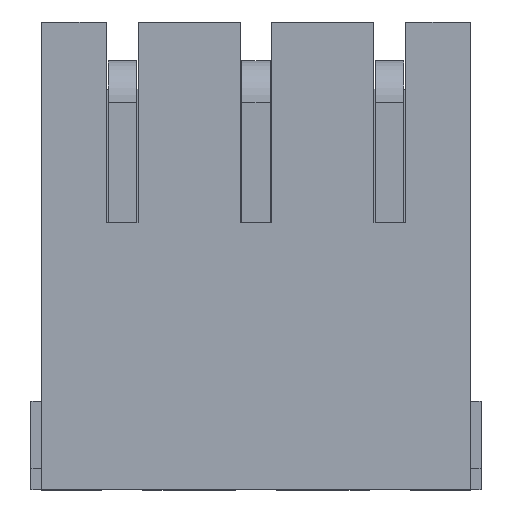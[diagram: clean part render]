
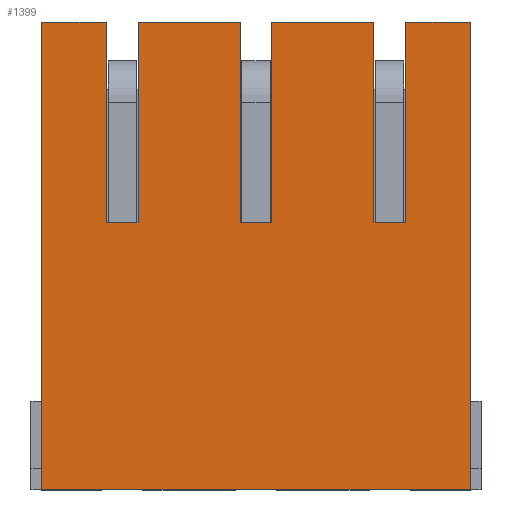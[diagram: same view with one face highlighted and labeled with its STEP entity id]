
A CAD part, top view. The second image highlights one B-rep face of the part: STEP entity #1399.
In plain terms, the highlighted planar face has unit normal (0, 0, 1).
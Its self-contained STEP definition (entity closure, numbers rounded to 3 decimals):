
#1276=AXIS2_PLACEMENT_3D('Plane Axis2P3D',#1273,#1274,#1275) ;
#133=CARTESIAN_POINT('Vertex',(12.52,0.,18.4)) ;
#136=CARTESIAN_POINT('Line Origine',(6.41,0.,18.4)) ;
#140=CARTESIAN_POINT('Vertex',(0.3,0.,18.4)) ;
#1273=CARTESIAN_POINT('Axis2P3D Location',(0.3,13.3,18.4)) ;
#1278=CARTESIAN_POINT('Line Origine',(8.315,13.3,18.4)) ;
#1282=CARTESIAN_POINT('Vertex',(6.86,13.3,18.4)) ;
#1284=CARTESIAN_POINT('Vertex',(9.77,13.3,18.4)) ;
#1287=CARTESIAN_POINT('Line Origine',(6.86,10.45,18.4)) ;
#1291=CARTESIAN_POINT('Vertex',(6.86,7.6,18.4)) ;
#1294=CARTESIAN_POINT('Line Origine',(6.41,7.6,18.4)) ;
#1298=CARTESIAN_POINT('Vertex',(5.96,7.6,18.4)) ;
#1301=CARTESIAN_POINT('Line Origine',(5.96,10.45,18.4)) ;
#1305=CARTESIAN_POINT('Vertex',(5.96,13.3,18.4)) ;
#1308=CARTESIAN_POINT('Line Origine',(4.505,13.3,18.4)) ;
#1312=CARTESIAN_POINT('Vertex',(3.05,13.3,18.4)) ;
#1315=CARTESIAN_POINT('Line Origine',(3.05,10.45,18.4)) ;
#1319=CARTESIAN_POINT('Vertex',(3.05,7.6,18.4)) ;
#1322=CARTESIAN_POINT('Line Origine',(2.6,7.6,18.4)) ;
#1326=CARTESIAN_POINT('Vertex',(2.15,7.6,18.4)) ;
#1329=CARTESIAN_POINT('Line Origine',(2.15,10.45,18.4)) ;
#1333=CARTESIAN_POINT('Vertex',(2.15,13.3,18.4)) ;
#1336=CARTESIAN_POINT('Line Origine',(1.225,13.3,18.4)) ;
#1340=CARTESIAN_POINT('Vertex',(0.3,13.3,18.4)) ;
#1343=CARTESIAN_POINT('Line Origine',(0.3,6.65,18.4)) ;
#1348=CARTESIAN_POINT('Line Origine',(12.52,6.65,18.4)) ;
#1352=CARTESIAN_POINT('Vertex',(12.52,13.3,18.4)) ;
#1355=CARTESIAN_POINT('Line Origine',(11.595,13.3,18.4)) ;
#1359=CARTESIAN_POINT('Vertex',(10.67,13.3,18.4)) ;
#1362=CARTESIAN_POINT('Line Origine',(10.67,10.45,18.4)) ;
#1366=CARTESIAN_POINT('Vertex',(10.67,7.6,18.4)) ;
#1369=CARTESIAN_POINT('Line Origine',(10.22,7.6,18.4)) ;
#1373=CARTESIAN_POINT('Vertex',(9.77,7.6,18.4)) ;
#1376=CARTESIAN_POINT('Line Origine',(9.77,10.45,18.4)) ;
#137=DIRECTION('Vector Direction',(1.,0.,0.)) ;
#1274=DIRECTION('Axis2P3D Direction',(-0.,0.,1.)) ;
#1275=DIRECTION('Axis2P3D XDirection',(0.,-1.,0.)) ;
#1279=DIRECTION('Vector Direction',(1.,0.,0.)) ;
#1288=DIRECTION('Vector Direction',(0.,-1.,0.)) ;
#1295=DIRECTION('Vector Direction',(-1.,0.,0.)) ;
#1302=DIRECTION('Vector Direction',(0.,-1.,0.)) ;
#1309=DIRECTION('Vector Direction',(1.,0.,0.)) ;
#1316=DIRECTION('Vector Direction',(0.,-1.,0.)) ;
#1323=DIRECTION('Vector Direction',(-1.,0.,0.)) ;
#1330=DIRECTION('Vector Direction',(0.,-1.,0.)) ;
#1337=DIRECTION('Vector Direction',(1.,0.,0.)) ;
#1344=DIRECTION('Vector Direction',(0.,-1.,0.)) ;
#1349=DIRECTION('Vector Direction',(0.,-1.,0.)) ;
#1356=DIRECTION('Vector Direction',(1.,0.,0.)) ;
#1363=DIRECTION('Vector Direction',(0.,-1.,0.)) ;
#1370=DIRECTION('Vector Direction',(-1.,0.,0.)) ;
#1377=DIRECTION('Vector Direction',(0.,-1.,0.)) ;
#138=VECTOR('Line Direction',#137,1.) ;
#1280=VECTOR('Line Direction',#1279,1.) ;
#1289=VECTOR('Line Direction',#1288,1.) ;
#1296=VECTOR('Line Direction',#1295,1.) ;
#1303=VECTOR('Line Direction',#1302,1.) ;
#1310=VECTOR('Line Direction',#1309,1.) ;
#1317=VECTOR('Line Direction',#1316,1.) ;
#1324=VECTOR('Line Direction',#1323,1.) ;
#1331=VECTOR('Line Direction',#1330,1.) ;
#1338=VECTOR('Line Direction',#1337,1.) ;
#1345=VECTOR('Line Direction',#1344,1.) ;
#1350=VECTOR('Line Direction',#1349,1.) ;
#1357=VECTOR('Line Direction',#1356,1.) ;
#1364=VECTOR('Line Direction',#1363,1.) ;
#1371=VECTOR('Line Direction',#1370,1.) ;
#1378=VECTOR('Line Direction',#1377,1.) ;
#1382=ORIENTED_EDGE('',*,*,#1286,.F.) ;
#1383=ORIENTED_EDGE('',*,*,#1293,.T.) ;
#1384=ORIENTED_EDGE('',*,*,#1300,.T.) ;
#1385=ORIENTED_EDGE('',*,*,#1307,.T.) ;
#1386=ORIENTED_EDGE('',*,*,#1314,.F.) ;
#1387=ORIENTED_EDGE('',*,*,#1321,.T.) ;
#1388=ORIENTED_EDGE('',*,*,#1328,.T.) ;
#1389=ORIENTED_EDGE('',*,*,#1335,.T.) ;
#1390=ORIENTED_EDGE('',*,*,#1342,.F.) ;
#1391=ORIENTED_EDGE('',*,*,#1347,.F.) ;
#1392=ORIENTED_EDGE('',*,*,#142,.T.) ;
#1393=ORIENTED_EDGE('',*,*,#1354,.T.) ;
#1394=ORIENTED_EDGE('',*,*,#1361,.F.) ;
#1395=ORIENTED_EDGE('',*,*,#1368,.T.) ;
#1396=ORIENTED_EDGE('',*,*,#1375,.T.) ;
#1397=ORIENTED_EDGE('',*,*,#1380,.T.) ;
#1399=ADVANCED_FACE('HOUSING',(#1398),#1277,.T.) ;
#142=EDGE_CURVE('',#141,#134,#139,.T.) ;
#1286=EDGE_CURVE('',#1283,#1285,#1281,.T.) ;
#1293=EDGE_CURVE('',#1283,#1292,#1290,.T.) ;
#1300=EDGE_CURVE('',#1292,#1299,#1297,.T.) ;
#1307=EDGE_CURVE('',#1299,#1306,#1304,.F.) ;
#1314=EDGE_CURVE('',#1313,#1306,#1311,.T.) ;
#1321=EDGE_CURVE('',#1313,#1320,#1318,.T.) ;
#1328=EDGE_CURVE('',#1320,#1327,#1325,.T.) ;
#1335=EDGE_CURVE('',#1327,#1334,#1332,.F.) ;
#1342=EDGE_CURVE('',#1341,#1334,#1339,.T.) ;
#1347=EDGE_CURVE('',#141,#1341,#1346,.F.) ;
#1354=EDGE_CURVE('',#134,#1353,#1351,.F.) ;
#1361=EDGE_CURVE('',#1360,#1353,#1358,.T.) ;
#1368=EDGE_CURVE('',#1360,#1367,#1365,.T.) ;
#1375=EDGE_CURVE('',#1367,#1374,#1372,.T.) ;
#1380=EDGE_CURVE('',#1374,#1285,#1379,.F.) ;
#1381=EDGE_LOOP('',(#1382,#1383,#1384,#1385,#1386,#1387,#1388,#1389,#1390,#1391,#1392,#1393,#1394,#1395,#1396,#1397)) ;
#1398=FACE_OUTER_BOUND('',#1381,.T.) ;
#139=LINE('Line',#136,#138) ;
#1281=LINE('Line',#1278,#1280) ;
#1290=LINE('Line',#1287,#1289) ;
#1297=LINE('Line',#1294,#1296) ;
#1304=LINE('Line',#1301,#1303) ;
#1311=LINE('Line',#1308,#1310) ;
#1318=LINE('Line',#1315,#1317) ;
#1325=LINE('Line',#1322,#1324) ;
#1332=LINE('Line',#1329,#1331) ;
#1339=LINE('Line',#1336,#1338) ;
#1346=LINE('Line',#1343,#1345) ;
#1351=LINE('Line',#1348,#1350) ;
#1358=LINE('Line',#1355,#1357) ;
#1365=LINE('Line',#1362,#1364) ;
#1372=LINE('Line',#1369,#1371) ;
#1379=LINE('Line',#1376,#1378) ;
#1277=PLANE('',#1276) ;
#134=VERTEX_POINT('',#133) ;
#141=VERTEX_POINT('',#140) ;
#1283=VERTEX_POINT('',#1282) ;
#1285=VERTEX_POINT('',#1284) ;
#1292=VERTEX_POINT('',#1291) ;
#1299=VERTEX_POINT('',#1298) ;
#1306=VERTEX_POINT('',#1305) ;
#1313=VERTEX_POINT('',#1312) ;
#1320=VERTEX_POINT('',#1319) ;
#1327=VERTEX_POINT('',#1326) ;
#1334=VERTEX_POINT('',#1333) ;
#1341=VERTEX_POINT('',#1340) ;
#1353=VERTEX_POINT('',#1352) ;
#1360=VERTEX_POINT('',#1359) ;
#1367=VERTEX_POINT('',#1366) ;
#1374=VERTEX_POINT('',#1373) ;
